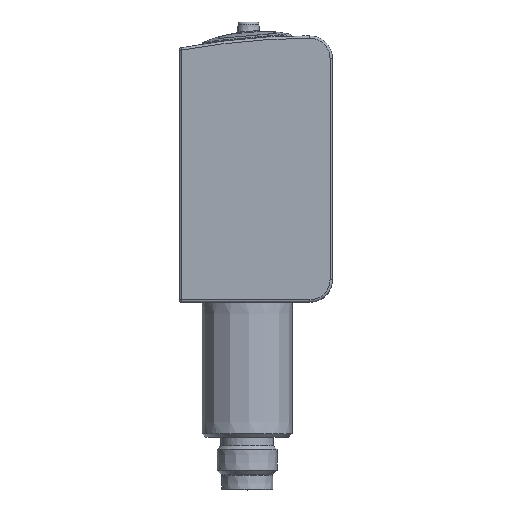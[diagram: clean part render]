
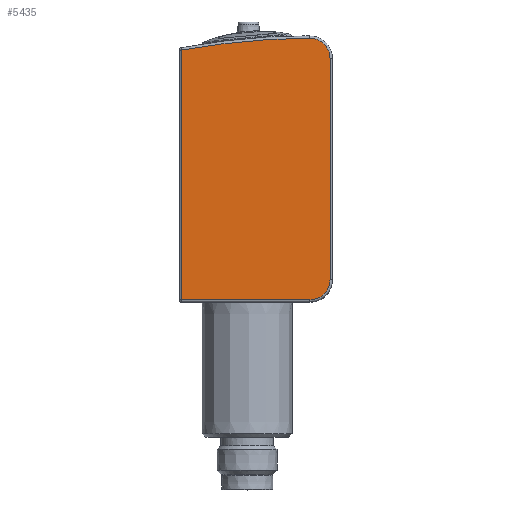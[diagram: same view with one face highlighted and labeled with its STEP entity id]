
A CAD part, top view. The second image highlights one B-rep face of the part: STEP entity #5435.
In plain terms, the highlighted planar face has unit normal (0, 0, 1).
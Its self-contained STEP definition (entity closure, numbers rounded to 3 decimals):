
#950=DIRECTION('',(0.,1.,0.));
#951=VECTOR('',#950,33.284);
#952=CARTESIAN_POINT('',(-13.25,-7.375,7.));
#953=LINE('',#952,#951);
#1501=DIRECTION('',(-1.,0.,0.));
#1502=VECTOR('',#1501,17.1);
#1503=CARTESIAN_POINT('',(3.85,-7.375,7.));
#1504=LINE('',#1503,#1502);
#1509=CARTESIAN_POINT('',(4.5,-72.187,7.));
#1510=DIRECTION('',(0.,0.,1.));
#1511=DIRECTION('',(-0.007,1.,0.));
#1512=AXIS2_PLACEMENT_3D('',#1509,#1510,#1511);
#1514=CARTESIAN_POINT('',(3.85,24.811,7.));
#1515=DIRECTION('',(0.,0.,1.));
#1516=DIRECTION('',(1.,0.,0.));
#1517=AXIS2_PLACEMENT_3D('',#1514,#1515,#1516);
#1519=CARTESIAN_POINT('',(3.85,-4.687,7.));
#1520=DIRECTION('',(0.,0.,1.));
#1521=DIRECTION('',(0.,-1.,0.));
#1522=AXIS2_PLACEMENT_3D('',#1519,#1520,#1521);
#1649=DIRECTION('',(0.,-1.,0.));
#1650=VECTOR('',#1649,29.498);
#1651=CARTESIAN_POINT('',(6.538,24.811,7.));
#1652=LINE('',#1651,#1650);
#2605=CARTESIAN_POINT('',(-13.25,-7.375,7.));
#2606=CARTESIAN_POINT('',(-13.25,25.909,7.));
#2607=VERTEX_POINT('',#2605);
#2608=VERTEX_POINT('',#2606);
#2609=CARTESIAN_POINT('',(3.85,-7.375,7.));
#2610=VERTEX_POINT('',#2609);
#2611=CARTESIAN_POINT('',(6.538,-4.687,7.));
#2612=VERTEX_POINT('',#2611);
#2613=CARTESIAN_POINT('',(6.538,24.811,7.));
#2614=VERTEX_POINT('',#2613);
#2615=CARTESIAN_POINT('',(3.832,27.5,7.));
#2616=VERTEX_POINT('',#2615);
#5418=CARTESIAN_POINT('',(-3.356,10.062,7.));
#5419=DIRECTION('',(0.,0.,1.));
#5420=DIRECTION('',(1.,0.,0.));
#5421=AXIS2_PLACEMENT_3D('',#5418,#5419,#5420);
#5422=PLANE('',#5421);
#5423=ORIENTED_EDGE('',*,*,#4497,.T.);
#5425=ORIENTED_EDGE('',*,*,#5424,.F.);
#5427=ORIENTED_EDGE('',*,*,#5426,.F.);
#5429=ORIENTED_EDGE('',*,*,#5428,.T.);
#5431=ORIENTED_EDGE('',*,*,#5430,.F.);
#5432=ORIENTED_EDGE('',*,*,#5410,.T.);
#5433=EDGE_LOOP('',(#5423,#5425,#5427,#5429,#5431,#5432));
#5434=FACE_OUTER_BOUND('',#5433,.F.);
#5435=ADVANCED_FACE('',(#5434),#5422,.T.);
#1513=CIRCLE('',#1512,99.688);
#1518=CIRCLE('',#1517,2.688);
#1523=CIRCLE('',#1522,2.688);
#4497=EDGE_CURVE('',#2607,#2608,#953,.T.);
#5410=EDGE_CURVE('',#2610,#2607,#1504,.T.);
#5424=EDGE_CURVE('',#2616,#2608,#1513,.T.);
#5426=EDGE_CURVE('',#2614,#2616,#1518,.T.);
#5428=EDGE_CURVE('',#2614,#2612,#1652,.T.);
#5430=EDGE_CURVE('',#2610,#2612,#1523,.T.);
